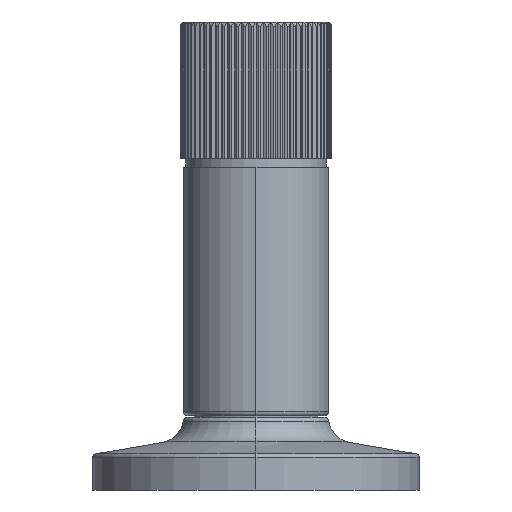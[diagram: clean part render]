
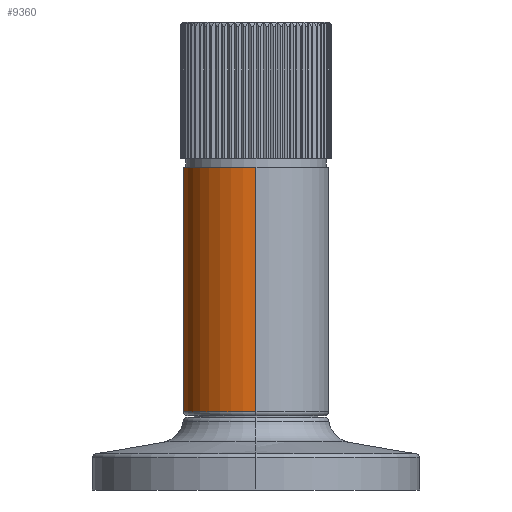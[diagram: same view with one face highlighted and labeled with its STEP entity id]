
A CAD part, left-side view. The second image highlights one B-rep face of the part: STEP entity #9360.
In plain terms, the highlighted cylindrical face has radius 12.7 mm (diameter 25.4 mm), a partial arc.
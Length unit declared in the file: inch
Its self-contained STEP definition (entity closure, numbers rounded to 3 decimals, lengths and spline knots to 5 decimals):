
#3826=CARTESIAN_POINT('',(-9.,0.,2.22));
#3827=DIRECTION('',(0.,0.,1.));
#3828=DIRECTION('',(1.,0.,0.));
#3829=AXIS2_PLACEMENT_3D('',#3826,#3827,#3828);
#3831=CARTESIAN_POINT('',(-9.,0.,0.54));
#3832=DIRECTION('',(0.,0.,-1.));
#3833=DIRECTION('',(-1.,0.,0.));
#3834=AXIS2_PLACEMENT_3D('',#3831,#3832,#3833);
#3836=DIRECTION('',(0.,0.,1.));
#3837=VECTOR('',#3836,1.68);
#3838=CARTESIAN_POINT('',(-8.5,0.,0.54));
#3839=LINE('',#3838,#3837);
#3850=DIRECTION('',(0.,0.,1.));
#3851=VECTOR('',#3850,1.68);
#3852=CARTESIAN_POINT('',(-9.5,0.,0.54));
#3853=LINE('',#3852,#3851);
#4124=CARTESIAN_POINT('',(-8.5,0.,2.22));
#4125=CARTESIAN_POINT('',(-9.5,0.,2.22));
#4126=VERTEX_POINT('',#4124);
#4127=VERTEX_POINT('',#4125);
#4132=CARTESIAN_POINT('',(-9.5,0.,0.54));
#4133=CARTESIAN_POINT('',(-8.5,0.,0.54));
#4134=VERTEX_POINT('',#4132);
#4135=VERTEX_POINT('',#4133);
#9346=CARTESIAN_POINT('',(-9.,0.,0.51));
#9347=DIRECTION('',(0.,0.,1.));
#9348=DIRECTION('',(1.,0.,0.));
#9349=AXIS2_PLACEMENT_3D('',#9346,#9347,#9348);
#9350=CYLINDRICAL_SURFACE('',#9349,0.5);
#9351=ORIENTED_EDGE('',*,*,#9335,.T.);
#9353=ORIENTED_EDGE('',*,*,#9352,.F.);
#9355=ORIENTED_EDGE('',*,*,#9354,.T.);
#9357=ORIENTED_EDGE('',*,*,#9356,.T.);
#9358=EDGE_LOOP('',(#9351,#9353,#9355,#9357));
#9359=FACE_OUTER_BOUND('',#9358,.F.);
#9360=ADVANCED_FACE('',(#9359),#9350,.T.);
#3830=CIRCLE('',#3829,0.5);
#3835=CIRCLE('',#3834,0.5);
#9335=EDGE_CURVE('',#4126,#4127,#3830,.T.);
#9352=EDGE_CURVE('',#4134,#4127,#3853,.T.);
#9354=EDGE_CURVE('',#4134,#4135,#3835,.T.);
#9356=EDGE_CURVE('',#4135,#4126,#3839,.T.);
